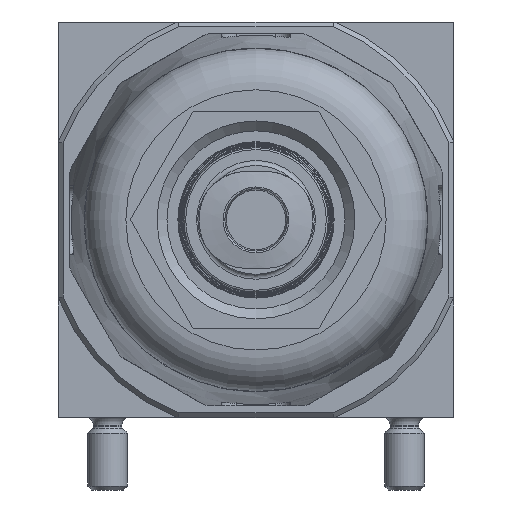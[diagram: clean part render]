
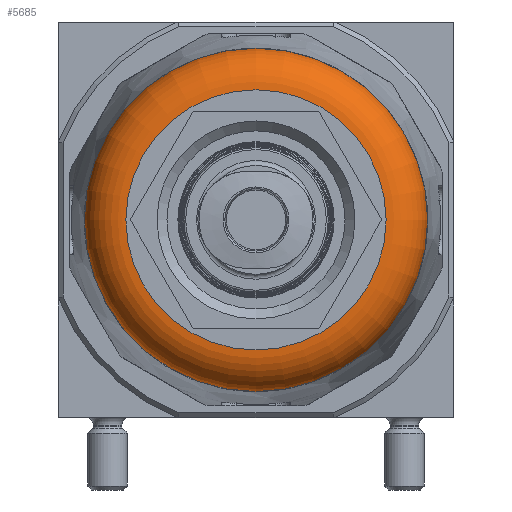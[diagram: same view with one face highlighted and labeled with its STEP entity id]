
A CAD part, front view. The second image highlights one B-rep face of the part: STEP entity #5685.
In plain terms, the highlighted toroidal (fillet/blend) face has major radius 13.15 mm and minor radius 4.2 mm.
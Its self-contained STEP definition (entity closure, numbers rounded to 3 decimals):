
#130=TOROIDAL_SURFACE('',#6070,13.15,4.2);
#1425=ORIENTED_EDGE('',*,*,#2346,.T.);
#1426=ORIENTED_EDGE('',*,*,#2345,.F.);
#2345=EDGE_CURVE('',#2800,#2800,#3062,.T.);
#2346=EDGE_CURVE('',#2801,#2801,#3063,.T.);
#2800=VERTEX_POINT('',#8523);
#2801=VERTEX_POINT('',#8526);
#3062=CIRCLE('',#6069,13.15);
#3063=CIRCLE('',#6071,17.35);
#3295=EDGE_LOOP('',(#1425));
#3296=EDGE_LOOP('',(#1426));
#3637=FACE_BOUND('',#3295,.T.);
#3638=FACE_BOUND('',#3296,.T.);
#5685=ADVANCED_FACE('',(#3637,#3638),#130,.T.);
#6069=AXIS2_PLACEMENT_3D('',#8522,#6920,#6921);
#6070=AXIS2_PLACEMENT_3D('',#8524,#6922,#6923);
#6071=AXIS2_PLACEMENT_3D('',#8525,#6924,#6925);
#6920=DIRECTION('',(0.,-1.,0.));
#6921=DIRECTION('',(0.,0.,-1.));
#6922=DIRECTION('',(0.,-1.,0.));
#6923=DIRECTION('',(0.,0.,-1.));
#6924=DIRECTION('',(0.,-1.,0.));
#6925=DIRECTION('',(0.,0.,-1.));
#8522=CARTESIAN_POINT('',(0.,-119.,0.));
#8523=CARTESIAN_POINT('',(0.,-119.,-13.15));
#8524=CARTESIAN_POINT('',(0.,-114.8,0.));
#8525=CARTESIAN_POINT('',(0.,-114.8,0.));
#8526=CARTESIAN_POINT('',(0.,-114.8,-17.35));
